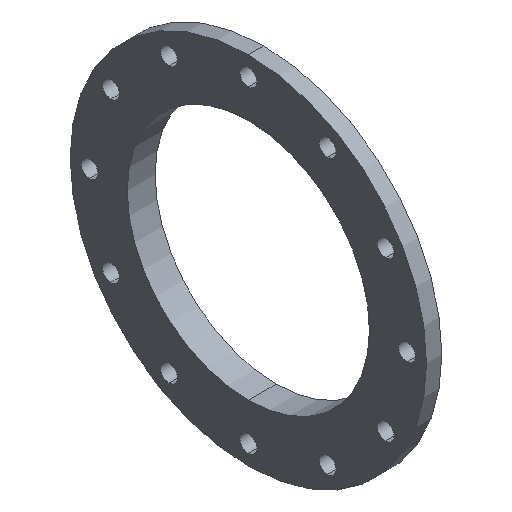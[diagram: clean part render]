
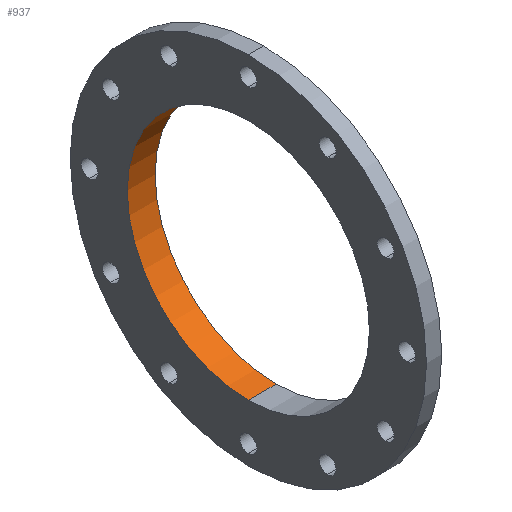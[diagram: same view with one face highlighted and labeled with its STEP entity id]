
A CAD part, isometric view. The second image highlights one B-rep face of the part: STEP entity #937.
In plain terms, the highlighted cylindrical face has radius 138.113 mm (diameter 276.225 mm), a partial arc.
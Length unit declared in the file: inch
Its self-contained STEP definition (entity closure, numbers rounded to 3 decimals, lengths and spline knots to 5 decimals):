
#16 = VERTEX_POINT ( 'NONE', #437 ) ;
#41 = DIRECTION ( 'NONE',  ( -1., 0., 0. ) ) ;
#49 = LINE ( 'NONE', #961, #1030 ) ;
#91 = CARTESIAN_POINT ( 'NONE',  ( -0.13764, 0., 5.4375 ) ) ;
#102 = EDGE_CURVE ( 'NONE', #1140, #16, #699, .T. ) ;
#115 = LINE ( 'NONE', #1108, #726 ) ;
#170 = DIRECTION ( 'NONE',  ( -1., 0., 0. ) ) ;
#205 = EDGE_CURVE ( 'NONE', #972, #1140, #49, .T. ) ;
#215 = VERTEX_POINT ( 'NONE', #750 ) ;
#263 = ORIENTED_EDGE ( 'NONE', *, *, #205, .T. ) ;
#270 = FACE_OUTER_BOUND ( 'NONE', #446, .T. ) ;
#275 = AXIS2_PLACEMENT_3D ( 'NONE', #1055, #681, #580 ) ;
#380 = DIRECTION ( 'NONE',  ( 0., 0., 1. ) ) ;
#390 = AXIS2_PLACEMENT_3D ( 'NONE', #1261, #451, #380 ) ;
#430 = DIRECTION ( 'NONE',  ( -1., 0., 0. ) ) ;
#437 = CARTESIAN_POINT ( 'NONE',  ( -0.13764, 0., -5.4375 ) ) ;
#446 = EDGE_LOOP ( 'NONE', ( #449, #910, #263, #829 ) ) ;
#449 = ORIENTED_EDGE ( 'NONE', *, *, #1221, .F. ) ;
#451 = DIRECTION ( 'NONE',  ( -1., 0., 0. ) ) ;
#543 = CIRCLE ( 'NONE', #648, 5.4375 ) ;
#580 = DIRECTION ( 'NONE',  ( 0., 0., 1. ) ) ;
#648 = AXIS2_PLACEMENT_3D ( 'NONE', #1006, #430, #900 ) ;
#681 = DIRECTION ( 'NONE',  ( -1., 0., 0. ) ) ;
#699 = CIRCLE ( 'NONE', #390, 5.4375 ) ;
#726 = VECTOR ( 'NONE', #41, 39.37008 ) ;
#750 = CARTESIAN_POINT ( 'NONE',  ( 1.11236, 0., -5.4375 ) ) ;
#774 = CARTESIAN_POINT ( 'NONE',  ( 1.11236, 0., 5.4375 ) ) ;
#829 = ORIENTED_EDGE ( 'NONE', *, *, #102, .T. ) ;
#900 = DIRECTION ( 'NONE',  ( 0., 0., 1. ) ) ;
#910 = ORIENTED_EDGE ( 'NONE', *, *, #1258, .F. ) ;
#937 = ADVANCED_FACE ( 'NONE', ( #270 ), #1063, .F. ) ;
#961 = CARTESIAN_POINT ( 'NONE',  ( 0., 0., 5.4375 ) ) ;
#972 = VERTEX_POINT ( 'NONE', #774 ) ;
#1006 = CARTESIAN_POINT ( 'NONE',  ( 1.11236, 0., 0. ) ) ;
#1030 = VECTOR ( 'NONE', #170, 39.37008 ) ;
#1055 = CARTESIAN_POINT ( 'NONE',  ( 0., 0., 0. ) ) ;
#1063 = CYLINDRICAL_SURFACE ( 'NONE', #275, 5.4375 ) ;
#1108 = CARTESIAN_POINT ( 'NONE',  ( 0., 0., -5.4375 ) ) ;
#1140 = VERTEX_POINT ( 'NONE', #91 ) ;
#1221 = EDGE_CURVE ( 'NONE', #215, #16, #115, .T. ) ;
#1258 = EDGE_CURVE ( 'NONE', #972, #215, #543, .T. ) ;
#1261 = CARTESIAN_POINT ( 'NONE',  ( -0.13764, 0., 0. ) ) ;
